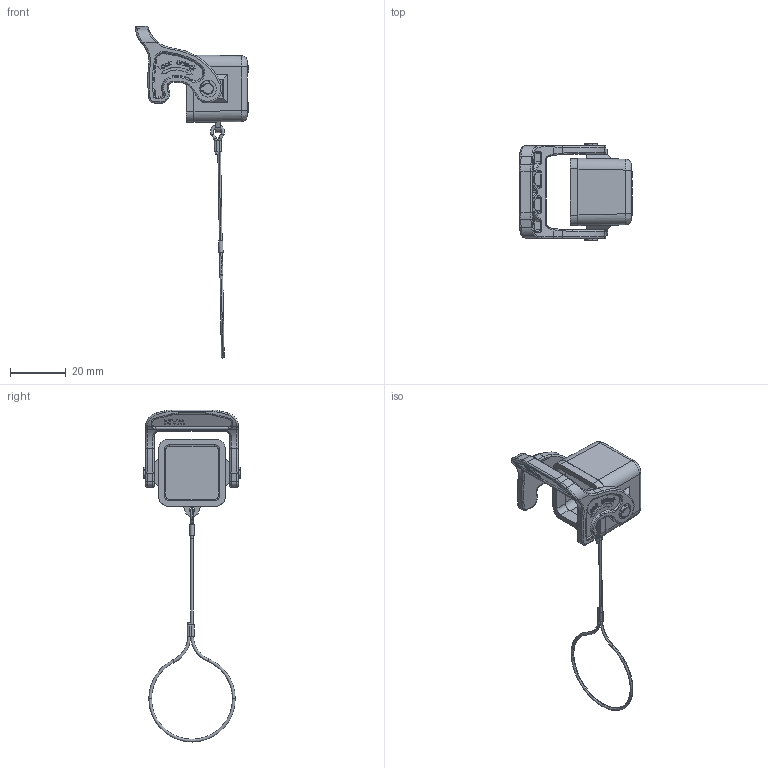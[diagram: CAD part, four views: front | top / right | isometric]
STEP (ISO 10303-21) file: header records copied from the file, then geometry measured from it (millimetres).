
FILE_DESCRIPTION((''),'2;1');
FILE_NAME('H3A-CV-1L_1F_V1_0','2024-01-02T',('lj.zou'),(''),'PRO/ENGINEER BY PARAMETRIC TECHNOLOGY CORPORATION, 2012480','PRO/ENGINEER BY PARAMETRIC TECHNOLOGY CORPORATION, 2012480','');
FILE_SCHEMA(('CONFIG_CONTROL_DESIGN'));
Length unit declared in the file: millimetre
Products named in the file (1): H3A-CV-1L_1F_V1_0
Bounding box: 40.65 x 35 x 118.97 mm (x, y, z)
Volume: 6695.1 mm3; surface area: 8723.6 mm2
Topology: 1 solids, 1 shells, 851 faces, 2200 edges, 1393 vertices
Faces by surface type: plane 362, cylinder 188, bspline 166, torus 106, cone 22, sphere 4, extrusion 3
Entity records: 35556 total; most frequent: CARTESIAN_POINT 15852, ORIENTED_EDGE 4384, DIRECTION 3623, EDGE_CURVE 2192, VERTEX_POINT 1393, AXIS2_PLACEMENT_3D 1248, VECTOR 1127, LINE 1124
